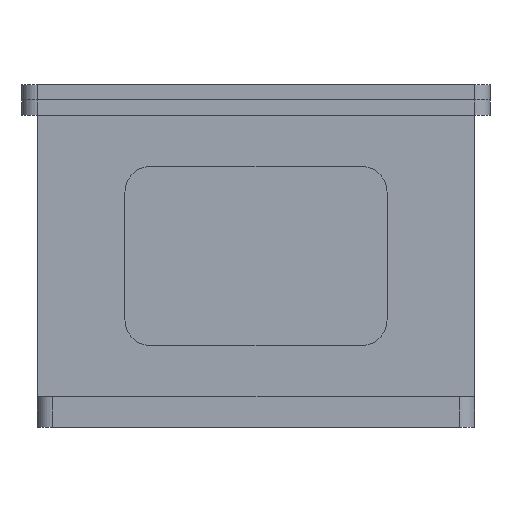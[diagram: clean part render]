
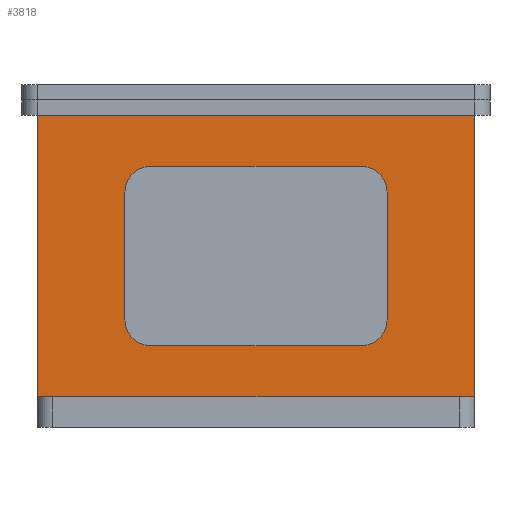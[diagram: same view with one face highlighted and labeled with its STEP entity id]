
A CAD part, left-side view. The second image highlights one B-rep face of the part: STEP entity #3818.
In plain terms, the highlighted planar face has unit normal (-1, 0, 0).
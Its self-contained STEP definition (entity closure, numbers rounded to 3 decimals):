
#192=FACE_BOUND('',#734,.T.);
#318=CIRCLE('',#4139,5.);
#320=CIRCLE('',#4143,5.);
#322=CIRCLE('',#4147,5.);
#324=CIRCLE('',#4151,5.);
#468=FACE_OUTER_BOUND('',#733,.T.);
#733=EDGE_LOOP('',(#3120,#3121,#3122,#3123,#3124,#3125,#3126,#3127,#3128,
#3129,#3130,#3131));
#734=EDGE_LOOP('',(#3132,#3133,#3134,#3135,#3136,#3137,#3138,#3139));
#998=LINE('',#5895,#1393);
#1002=LINE('',#5907,#1397);
#1006=LINE('',#5919,#1401);
#1011=LINE('',#5931,#1406);
#1014=LINE('',#5939,#1409);
#1017=LINE('',#5945,#1412);
#1020=LINE('',#5951,#1415);
#1023=LINE('',#5957,#1418);
#1026=LINE('',#5963,#1421);
#1029=LINE('',#5969,#1424);
#1032=LINE('',#5975,#1427);
#1035=LINE('',#5981,#1430);
#1038=LINE('',#5987,#1433);
#1041=LINE('',#5993,#1436);
#1044=LINE('',#5999,#1439);
#1047=LINE('',#6003,#1442);
#1393=VECTOR('',#4847,10.);
#1397=VECTOR('',#4859,10.);
#1401=VECTOR('',#4871,10.);
#1406=VECTOR('',#4884,10.);
#1409=VECTOR('',#4889,10.);
#1412=VECTOR('',#4894,10.);
#1415=VECTOR('',#4899,10.);
#1418=VECTOR('',#4904,10.);
#1421=VECTOR('',#4909,10.);
#1424=VECTOR('',#4914,10.);
#1427=VECTOR('',#4919,10.);
#1430=VECTOR('',#4924,10.);
#1433=VECTOR('',#4929,10.);
#1436=VECTOR('',#4934,10.);
#1439=VECTOR('',#4939,10.);
#1442=VECTOR('',#4944,10.);
#1801=VERTEX_POINT('',#5885);
#1802=VERTEX_POINT('',#5886);
#1805=VERTEX_POINT('',#5894);
#1807=VERTEX_POINT('',#5900);
#1809=VERTEX_POINT('',#5906);
#1811=VERTEX_POINT('',#5912);
#1813=VERTEX_POINT('',#5918);
#1815=VERTEX_POINT('',#5924);
#1819=VERTEX_POINT('',#5936);
#1820=VERTEX_POINT('',#5938);
#1822=VERTEX_POINT('',#5944);
#1824=VERTEX_POINT('',#5950);
#1826=VERTEX_POINT('',#5956);
#1828=VERTEX_POINT('',#5962);
#1830=VERTEX_POINT('',#5968);
#1832=VERTEX_POINT('',#5974);
#1834=VERTEX_POINT('',#5980);
#1836=VERTEX_POINT('',#5986);
#1838=VERTEX_POINT('',#5992);
#1840=VERTEX_POINT('',#5998);
#2244=EDGE_CURVE('',#1801,#1802,#318,.T.);
#2248=EDGE_CURVE('',#1805,#1802,#998,.T.);
#2251=EDGE_CURVE('',#1805,#1807,#320,.T.);
#2254=EDGE_CURVE('',#1809,#1807,#1002,.T.);
#2257=EDGE_CURVE('',#1809,#1811,#322,.T.);
#2260=EDGE_CURVE('',#1813,#1811,#1006,.T.);
#2263=EDGE_CURVE('',#1813,#1815,#324,.T.);
#2267=EDGE_CURVE('',#1801,#1815,#1011,.T.);
#2270=EDGE_CURVE('',#1820,#1819,#1014,.T.);
#2273=EDGE_CURVE('',#1822,#1820,#1017,.T.);
#2276=EDGE_CURVE('',#1824,#1822,#1020,.T.);
#2279=EDGE_CURVE('',#1826,#1824,#1023,.T.);
#2282=EDGE_CURVE('',#1828,#1826,#1026,.T.);
#2285=EDGE_CURVE('',#1830,#1828,#1029,.T.);
#2288=EDGE_CURVE('',#1832,#1830,#1032,.T.);
#2291=EDGE_CURVE('',#1834,#1832,#1035,.T.);
#2294=EDGE_CURVE('',#1836,#1834,#1038,.T.);
#2297=EDGE_CURVE('',#1838,#1836,#1041,.T.);
#2300=EDGE_CURVE('',#1840,#1838,#1044,.T.);
#2303=EDGE_CURVE('',#1819,#1840,#1047,.T.);
#3120=ORIENTED_EDGE('',*,*,#2303,.T.);
#3121=ORIENTED_EDGE('',*,*,#2300,.T.);
#3122=ORIENTED_EDGE('',*,*,#2297,.T.);
#3123=ORIENTED_EDGE('',*,*,#2294,.T.);
#3124=ORIENTED_EDGE('',*,*,#2291,.T.);
#3125=ORIENTED_EDGE('',*,*,#2288,.T.);
#3126=ORIENTED_EDGE('',*,*,#2285,.T.);
#3127=ORIENTED_EDGE('',*,*,#2282,.T.);
#3128=ORIENTED_EDGE('',*,*,#2279,.T.);
#3129=ORIENTED_EDGE('',*,*,#2276,.T.);
#3130=ORIENTED_EDGE('',*,*,#2273,.T.);
#3131=ORIENTED_EDGE('',*,*,#2270,.T.);
#3132=ORIENTED_EDGE('',*,*,#2254,.T.);
#3133=ORIENTED_EDGE('',*,*,#2251,.F.);
#3134=ORIENTED_EDGE('',*,*,#2248,.T.);
#3135=ORIENTED_EDGE('',*,*,#2244,.F.);
#3136=ORIENTED_EDGE('',*,*,#2267,.T.);
#3137=ORIENTED_EDGE('',*,*,#2263,.F.);
#3138=ORIENTED_EDGE('',*,*,#2260,.T.);
#3139=ORIENTED_EDGE('',*,*,#2257,.F.);
#3640=PLANE('',#4166);
#3818=ADVANCED_FACE('',(#468,#192),#3640,.T.);
#4139=AXIS2_PLACEMENT_3D('',#5887,#4839,#4840);
#4143=AXIS2_PLACEMENT_3D('',#5901,#4852,#4853);
#4147=AXIS2_PLACEMENT_3D('',#5913,#4864,#4865);
#4151=AXIS2_PLACEMENT_3D('',#5925,#4876,#4877);
#4166=AXIS2_PLACEMENT_3D('',#6004,#4945,#4946);
#4839=DIRECTION('center_axis',(-1.,0.,0.));
#4840=DIRECTION('ref_axis',(0.,-0.707,-0.707));
#4847=DIRECTION('',(0.,0.,-1.));
#4852=DIRECTION('center_axis',(-1.,0.,0.));
#4853=DIRECTION('ref_axis',(0.,-0.707,0.707));
#4859=DIRECTION('',(0.,-1.,0.));
#4864=DIRECTION('center_axis',(-1.,0.,0.));
#4865=DIRECTION('ref_axis',(0.,0.707,0.707));
#4871=DIRECTION('',(0.,0.,1.));
#4876=DIRECTION('center_axis',(-1.,0.,0.));
#4877=DIRECTION('ref_axis',(0.,0.707,-0.707));
#4884=DIRECTION('',(0.,1.,0.));
#4889=DIRECTION('',(0.,-1.,0.));
#4894=DIRECTION('',(0.,0.,1.));
#4899=DIRECTION('',(0.,-1.,0.));
#4904=DIRECTION('',(0.,0.,-1.));
#4909=DIRECTION('',(0.,-1.,0.));
#4914=DIRECTION('',(0.,0.,-1.));
#4919=DIRECTION('',(0.,1.,0.));
#4924=DIRECTION('',(0.,0.,-1.));
#4929=DIRECTION('',(0.,1.,0.));
#4934=DIRECTION('',(0.,0.,1.));
#4939=DIRECTION('',(0.,1.,0.));
#4944=DIRECTION('',(0.,0.,1.));
#4945=DIRECTION('center_axis',(-1.,0.,0.));
#4946=DIRECTION('ref_axis',(0.,0.,1.));
#5885=CARTESIAN_POINT('',(6.,22.123,20.));
#5886=CARTESIAN_POINT('',(6.,17.123,25.));
#5887=CARTESIAN_POINT('Origin',(6.,22.123,25.));
#5894=CARTESIAN_POINT('',(6.,17.123,50.));
#5895=CARTESIAN_POINT('',(6.,17.123,46.25));
#5900=CARTESIAN_POINT('',(6.,22.123,55.));
#5901=CARTESIAN_POINT('Origin',(6.,22.123,50.));
#5906=CARTESIAN_POINT('',(6.,63.357,55.));
#5907=CARTESIAN_POINT('',(6.,55.548,55.));
#5912=CARTESIAN_POINT('',(6.,68.357,50.));
#5913=CARTESIAN_POINT('Origin',(6.,63.357,50.));
#5918=CARTESIAN_POINT('',(6.,68.357,25.));
#5919=CARTESIAN_POINT('',(6.,68.357,28.75));
#5924=CARTESIAN_POINT('',(6.,63.357,20.));
#5925=CARTESIAN_POINT('Origin',(6.,63.357,25.));
#5931=CARTESIAN_POINT('',(6.,29.932,20.));
#5936=CARTESIAN_POINT('',(6.,0.,10.));
#5938=CARTESIAN_POINT('',(6.,7.123,10.));
#5939=CARTESIAN_POINT('',(6.,0.,10.));
#5944=CARTESIAN_POINT('',(6.,7.123,4.));
#5945=CARTESIAN_POINT('',(6.,7.123,10.));
#5950=CARTESIAN_POINT('',(6.,78.357,4.));
#5951=CARTESIAN_POINT('',(6.,7.123,4.));
#5956=CARTESIAN_POINT('',(6.,78.357,10.));
#5957=CARTESIAN_POINT('',(6.,78.357,4.));
#5962=CARTESIAN_POINT('',(6.,85.48,10.));
#5963=CARTESIAN_POINT('',(6.,0.,10.));
#5968=CARTESIAN_POINT('',(6.,85.48,65.));
#5969=CARTESIAN_POINT('',(6.,85.48,65.));
#5974=CARTESIAN_POINT('',(6.,78.357,65.));
#5975=CARTESIAN_POINT('',(6.,0.,65.));
#5980=CARTESIAN_POINT('',(6.,78.357,71.));
#5981=CARTESIAN_POINT('',(6.,78.357,71.));
#5986=CARTESIAN_POINT('',(6.,7.123,71.));
#5987=CARTESIAN_POINT('',(6.,7.123,71.));
#5992=CARTESIAN_POINT('',(6.,7.123,65.));
#5993=CARTESIAN_POINT('',(6.,7.123,65.));
#5998=CARTESIAN_POINT('',(6.,0.,65.));
#5999=CARTESIAN_POINT('',(6.,0.,65.));
#6003=CARTESIAN_POINT('',(6.,0.,37.5));
#6004=CARTESIAN_POINT('Origin',(6.,42.74,37.5));
